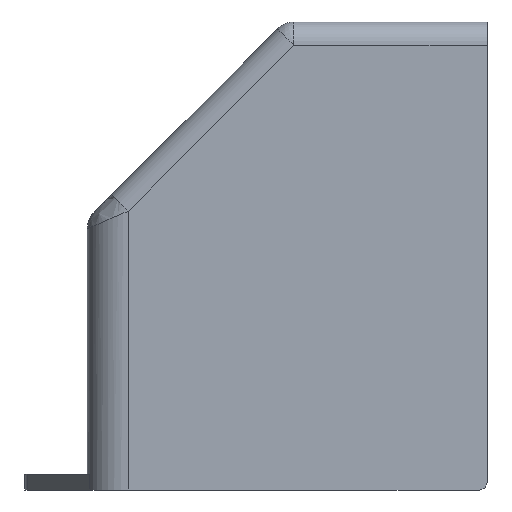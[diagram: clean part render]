
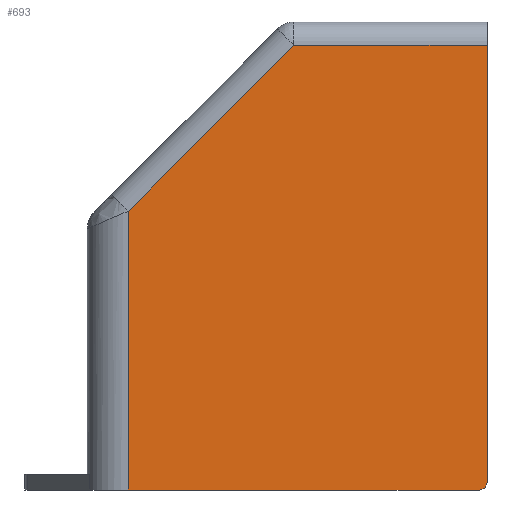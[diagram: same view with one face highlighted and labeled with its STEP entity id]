
A CAD part, left-side view. The second image highlights one B-rep face of the part: STEP entity #693.
In plain terms, the highlighted planar face has unit normal (-1, 0, 0).
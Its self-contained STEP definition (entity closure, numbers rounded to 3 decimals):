
#36=PLANE('',#770);
#62=FACE_OUTER_BOUND('',#105,.T.);
#105=EDGE_LOOP('',(#519,#520,#521,#522,#523,#524));
#145=LINE('',#1080,#202);
#155=LINE('',#1109,#212);
#161=LINE('',#1199,#218);
#164=LINE('',#1211,#221);
#165=LINE('',#1212,#222);
#202=VECTOR('',#846,10.);
#212=VECTOR('',#872,10.);
#218=VECTOR('',#904,10.);
#221=VECTOR('',#921,10.);
#222=VECTOR('',#922,10.);
#256=CIRCLE('',#746,1.);
#299=VERTEX_POINT('',#1077);
#300=VERTEX_POINT('',#1079);
#305=VERTEX_POINT('',#1091);
#311=VERTEX_POINT('',#1107);
#320=VERTEX_POINT('',#1190);
#324=VERTEX_POINT('',#1210);
#363=EDGE_CURVE('',#300,#299,#145,.T.);
#369=EDGE_CURVE('',#300,#305,#256,.T.);
#378=EDGE_CURVE('',#311,#299,#155,.T.);
#394=EDGE_CURVE('',#320,#311,#161,.T.);
#400=EDGE_CURVE('',#324,#320,#164,.T.);
#401=EDGE_CURVE('',#324,#305,#165,.T.);
#519=ORIENTED_EDGE('',*,*,#369,.F.);
#520=ORIENTED_EDGE('',*,*,#363,.T.);
#521=ORIENTED_EDGE('',*,*,#378,.F.);
#522=ORIENTED_EDGE('',*,*,#394,.F.);
#523=ORIENTED_EDGE('',*,*,#400,.F.);
#524=ORIENTED_EDGE('',*,*,#401,.T.);
#693=ADVANCED_FACE('',(#62),#36,.T.);
#746=AXIS2_PLACEMENT_3D('',#1092,#856,#857);
#770=AXIS2_PLACEMENT_3D('',#1209,#919,#920);
#846=DIRECTION('',(0.,0.,1.));
#856=DIRECTION('center_axis',(1.,0.,0.));
#857=DIRECTION('ref_axis',(0.,-0.707,-0.707));
#872=DIRECTION('',(0.,-1.,0.));
#904=DIRECTION('',(0.,-0.707,0.707));
#919=DIRECTION('center_axis',(-1.,0.,0.));
#920=DIRECTION('ref_axis',(0.,-1.,0.));
#921=DIRECTION('',(0.,0.,1.));
#922=DIRECTION('',(0.,-1.,0.));
#1077=CARTESIAN_POINT('',(130.25,-301.,-123.));
#1079=CARTESIAN_POINT('',(130.25,-301.,-179.));
#1080=CARTESIAN_POINT('',(130.25,-301.,-180.));
#1091=CARTESIAN_POINT('',(130.25,-300.,-180.));
#1092=CARTESIAN_POINT('Origin',(130.25,-300.,-179.));
#1107=CARTESIAN_POINT('',(130.25,-276.243,-123.));
#1109=CARTESIAN_POINT('',(130.25,-265.188,-123.));
#1190=CARTESIAN_POINT('',(130.25,-255.,-144.243));
#1199=CARTESIAN_POINT('',(130.25,-256.682,-142.561));
#1209=CARTESIAN_POINT('Origin',(130.25,-255.,-180.));
#1210=CARTESIAN_POINT('',(130.25,-255.,-180.));
#1211=CARTESIAN_POINT('',(130.25,-255.,-180.));
#1212=CARTESIAN_POINT('',(130.25,-255.,-180.));
